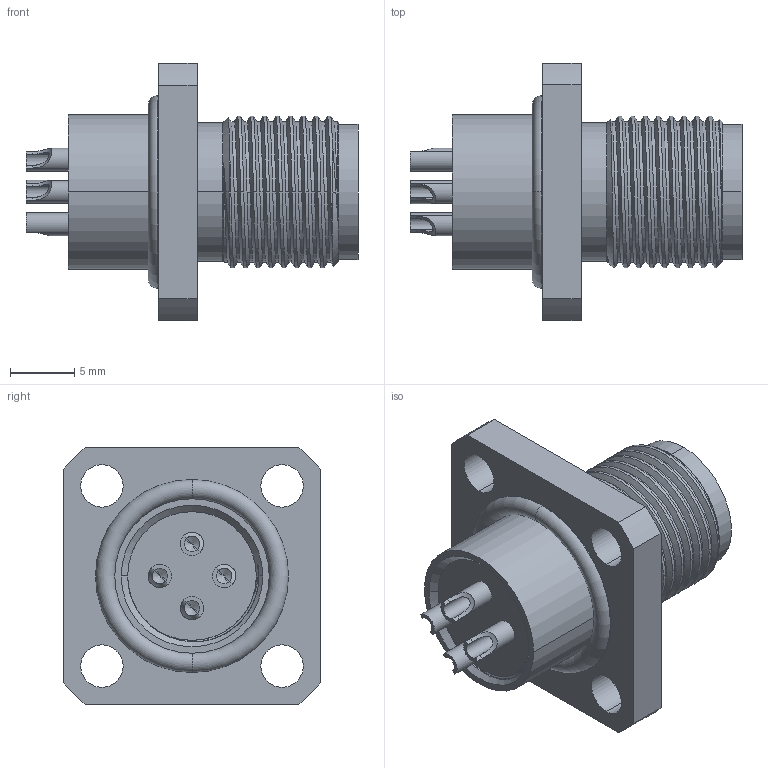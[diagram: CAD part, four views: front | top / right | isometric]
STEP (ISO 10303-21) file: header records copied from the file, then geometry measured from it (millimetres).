
FILE_DESCRIPTION (( 'STEP AP203' ), '1' );
FILE_NAME ('55-00462.STEP', '2025-03-18T17:45:49', ( '' ), ( '' ), 'SwSTEP 2.0', 'SolidWorks 2021', '' );
FILE_SCHEMA (( 'CONFIG_CONTROL_DESIGN' ));
Length unit declared in the file: millimetre
Products named in the file (6): 55-00462-01___; 55-00462-03___; 55-00462-02; 55-00462-03L___; 55-00462; 55-00462-04___
Assembly tree (7 placements, depth 2):
  55-00462
    55-00462-01___
    55-00462-02
    55-00462-03___  x3
    55-00462-03L___
    55-00462-04___
Bounding box: 25.8 x 20 x 20 mm (x, y, z)
Volume: 2605.5 mm3; surface area: 5138.8 mm2
Topology: 8 solids, 8 shells, 314 faces, 759 edges, 474 vertices
Faces by surface type: cylinder 176, plane 67, cone 29, torus 28, sphere 8, bspline 6
Entity records: 10658 total; most frequent: CARTESIAN_POINT 4165, DIRECTION 1244, ORIENTED_EDGE 1222, EDGE_CURVE 611, AXIS2_PLACEMENT_3D 504, VERTEX_POINT 394, EDGE_LOOP 299, FACE_OUTER_BOUND 250
